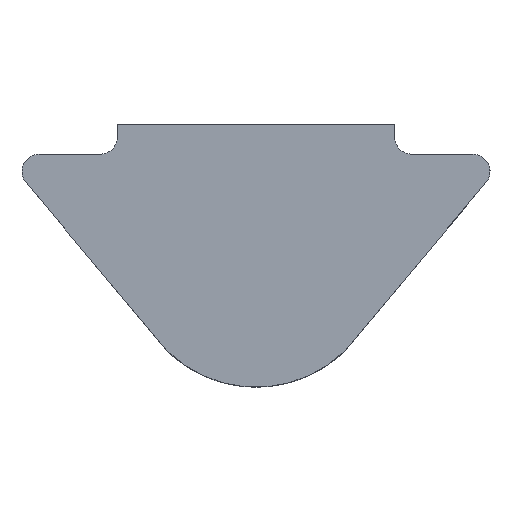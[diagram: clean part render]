
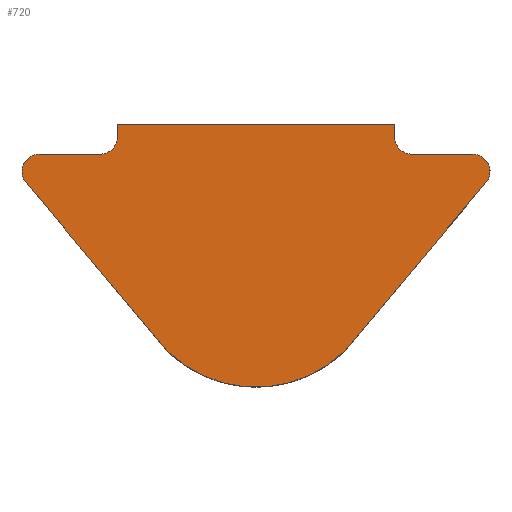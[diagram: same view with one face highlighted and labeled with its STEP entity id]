
A CAD part, left-side view. The second image highlights one B-rep face of the part: STEP entity #720.
In plain terms, the highlighted planar face has unit normal (-1, 0, 0).
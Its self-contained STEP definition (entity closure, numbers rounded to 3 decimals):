
#289=CARTESIAN_POINT('',(7.,13.397,-5.454));
#290=VERTEX_POINT('',#289);
#297=CARTESIAN_POINT('',(7.,17.425,-10.257));
#298=VERTEX_POINT('',#297);
#299=CARTESIAN_POINT('',(7.,17.425,-10.257));
#300=DIRECTION('',(0.,-0.643,0.766));
#301=VECTOR('',#300,6.268);
#302=LINE('',#299,#301);
#303=EDGE_CURVE('',#298,#290,#302,.T.);
#355=CARTESIAN_POINT('',(7.,24.0,-4.1));
#356=VERTEX_POINT('',#355);
#363=CARTESIAN_POINT('',(7.,24.0,-3.75));
#364=VERTEX_POINT('',#363);
#365=CARTESIAN_POINT('',(7.,24.0,-3.75));
#366=DIRECTION('',(0.0,0.0,-1.0));
#367=VECTOR('',#366,0.35);
#368=LINE('',#365,#367);
#369=EDGE_CURVE('',#364,#356,#368,.T.);
#394=CARTESIAN_POINT('',(7.,24.5,-4.6));
#395=VERTEX_POINT('',#394);
#402=CARTESIAN_POINT('',(7.,24.5,-4.1));
#403=DIRECTION('',(1.,0.,0.));
#404=DIRECTION('',(0.,-0.707,-0.707));
#405=AXIS2_PLACEMENT_3D('',#402,#403,#404);
#406=CIRCLE('',#405,0.5);
#407=EDGE_CURVE('',#356,#395,#406,.T.);
#426=CARTESIAN_POINT('',(7.,26.25,-4.6));
#427=VERTEX_POINT('',#426);
#434=CARTESIAN_POINT('',(7.,24.5,-4.6));
#435=DIRECTION('',(0.0,1.0,0.0));
#436=VECTOR('',#435,1.75);
#437=LINE('',#434,#436);
#438=EDGE_CURVE('',#395,#427,#437,.T.);
#458=CARTESIAN_POINT('',(7.,26.603,-5.454));
#459=VERTEX_POINT('',#458);
#466=CARTESIAN_POINT('',(7.,26.25,-5.1));
#467=DIRECTION('',(-1.0,0.,0.));
#468=DIRECTION('',(0.,0.924,0.382));
#469=AXIS2_PLACEMENT_3D('',#466,#467,#468);
#470=CIRCLE('',#469,0.5);
#471=EDGE_CURVE('',#427,#459,#470,.T.);
#483=CARTESIAN_POINT('',(7.,22.575,-10.257));
#484=VERTEX_POINT('',#483);
#491=CARTESIAN_POINT('',(7.,26.603,-5.454));
#492=DIRECTION('',(0.,-0.643,-0.766));
#493=VECTOR('',#492,6.268);
#494=LINE('',#491,#493);
#495=EDGE_CURVE('',#459,#484,#494,.T.);
#516=CARTESIAN_POINT('',(7.0,20.,-7.67));
#517=DIRECTION('',(-1.0,0.0,0.0));
#518=DIRECTION('',(0.0,0.0,-1.0));
#519=AXIS2_PLACEMENT_3D('',#516,#517,#518);
#520=CIRCLE('',#519,3.65);
#521=EDGE_CURVE('',#484,#298,#520,.T.);
#541=CARTESIAN_POINT('',(7.,13.75,-4.6));
#542=VERTEX_POINT('',#541);
#549=CARTESIAN_POINT('',(7.,13.75,-5.1));
#550=DIRECTION('',(-1.,0.,0.));
#551=DIRECTION('',(0.,-0.924,0.382));
#552=AXIS2_PLACEMENT_3D('',#549,#550,#551);
#553=CIRCLE('',#552,0.5);
#554=EDGE_CURVE('',#290,#542,#553,.T.);
#573=CARTESIAN_POINT('',(7.,15.5,-4.6));
#574=VERTEX_POINT('',#573);
#581=CARTESIAN_POINT('',(7.,13.75,-4.6));
#582=DIRECTION('',(0.0,1.0,0.0));
#583=VECTOR('',#582,1.75);
#584=LINE('',#581,#583);
#585=EDGE_CURVE('',#542,#574,#584,.T.);
#605=CARTESIAN_POINT('',(7.,16.0,-4.1));
#606=VERTEX_POINT('',#605);
#613=CARTESIAN_POINT('',(7.,15.5,-4.1));
#614=DIRECTION('',(1.,0.,0.));
#615=DIRECTION('',(0.,0.707,-0.707));
#616=AXIS2_PLACEMENT_3D('',#613,#614,#615);
#617=CIRCLE('',#616,0.5);
#618=EDGE_CURVE('',#574,#606,#617,.T.);
#637=CARTESIAN_POINT('',(7.,16.0,-3.75));
#638=VERTEX_POINT('',#637);
#645=CARTESIAN_POINT('',(7.,16.0,-4.1));
#646=DIRECTION('',(0.0,0.0,1.0));
#647=VECTOR('',#646,0.35);
#648=LINE('',#645,#647);
#649=EDGE_CURVE('',#606,#638,#648,.T.);
#667=CARTESIAN_POINT('',(7.,16.0,-3.75));
#668=DIRECTION('',(0.0,1.0,0.0));
#669=VECTOR('',#668,8.0);
#670=LINE('',#667,#669);
#671=EDGE_CURVE('',#638,#364,#670,.T.);
#701=CARTESIAN_POINT('',(7.0,20.,-6.637));
#702=DIRECTION('',(-1.0,0.0,0.0));
#703=DIRECTION('',(0.0,0.0,1.0));
#704=AXIS2_PLACEMENT_3D('',#701,#702,#703);
#705=PLANE('',#704);
#706=ORIENTED_EDGE('',*,*,#671,.T.);
#707=ORIENTED_EDGE('',*,*,#369,.T.);
#708=ORIENTED_EDGE('',*,*,#407,.T.);
#709=ORIENTED_EDGE('',*,*,#438,.T.);
#710=ORIENTED_EDGE('',*,*,#471,.T.);
#711=ORIENTED_EDGE('',*,*,#495,.T.);
#712=ORIENTED_EDGE('',*,*,#521,.T.);
#713=ORIENTED_EDGE('',*,*,#303,.T.);
#714=ORIENTED_EDGE('',*,*,#554,.T.);
#715=ORIENTED_EDGE('',*,*,#585,.T.);
#716=ORIENTED_EDGE('',*,*,#618,.T.);
#717=ORIENTED_EDGE('',*,*,#649,.T.);
#718=EDGE_LOOP('',(#706,#707,#708,#709,#710,#711,#712,#713,#714,#715,#716,#717));
#719=FACE_OUTER_BOUND('',#718,.T.);
#720=ADVANCED_FACE('',(#719),#705,.T.);
